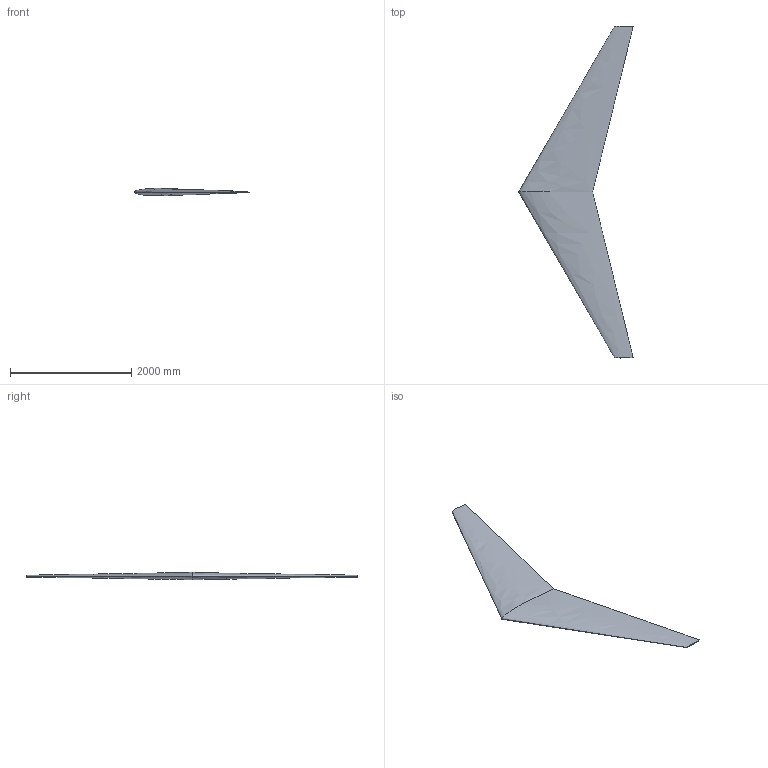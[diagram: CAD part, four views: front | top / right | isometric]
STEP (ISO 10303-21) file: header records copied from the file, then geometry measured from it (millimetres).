
FILE_DESCRIPTION(/* description */ (''),/* implementation_level */ '2;1');
FILE_NAME(/* name */ 'rkn_new.stp',/* time_stamp */ '2025-01-23T15:46:14Z',/* author */ ('aq18507'),/* organization */ (''),/* preprocessor_version */ 'ST-DEVELOPER v20',/* originating_system */ 'Autodesk Inventor 2025',/* authorisation */ '');
FILE_SCHEMA (('AUTOMOTIVE_DESIGN { 1 0 10303 214 3 1 1 }'));
Length unit declared in the file: foot
Products named in the file (1): rkn
Bounding box: 1888.59 x 5486.4 x 118.37 mm (x, y, z)
Volume: 241927997.4 mm3; surface area: 8544220.4 mm2
Topology: 1 solids, 1 shells, 8 faces, 18 edges, 8 vertices
Faces by surface type: bspline 6, plane 2
Entity records: 1776 total; most frequent: CARTESIAN_POINT 1610, ORIENTED_EDGE 28, EDGE_CURVE 14, DIRECTION 12, FACE_OUTER_BOUND 8, EDGE_LOOP 8, B_SPLINE_CURVE_WITH_KNOTS 8, VERTEX_POINT 8
